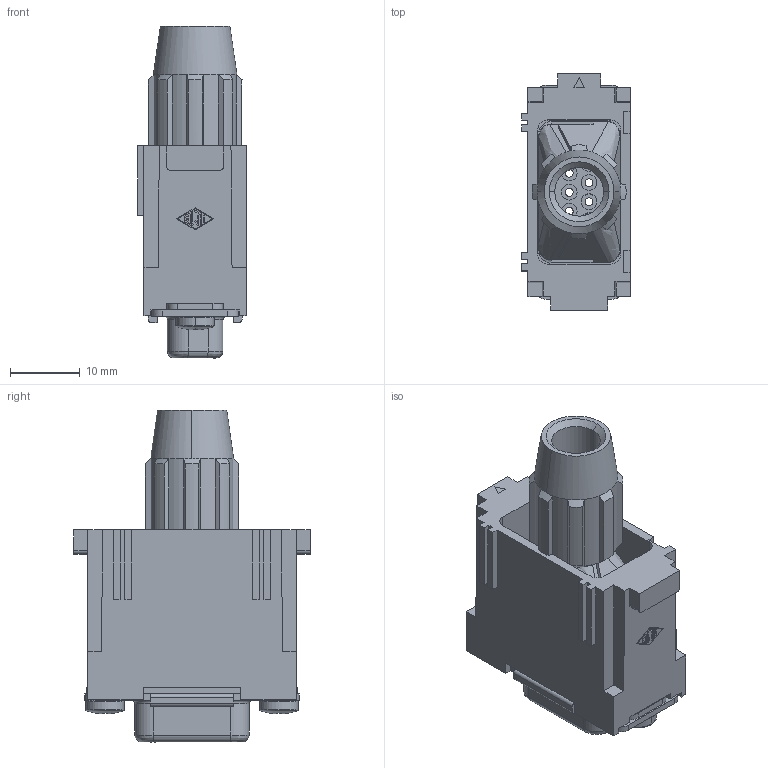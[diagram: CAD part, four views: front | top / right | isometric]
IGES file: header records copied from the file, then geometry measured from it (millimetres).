
Start section: Elysium IGES Interface
Global section: file name: CX 01 9VF.igs; native system: SolidDesigner 16.00A  16-Aug-2008; preprocessor: CoCreate IGES_3D V2.2; author: Unknown; organization: Unknown; date: 20100215.092936; units: millimetre
Bounding box: 15.6 x 34 x 47.7 mm (x, y, z)
Volume: 8430.7 mm3; surface area: 10272.1 mm2
Topology: 1 solids, 3 shells, 678 faces, 1826 edges, 1141 vertices
Faces by surface type: bspline 678
